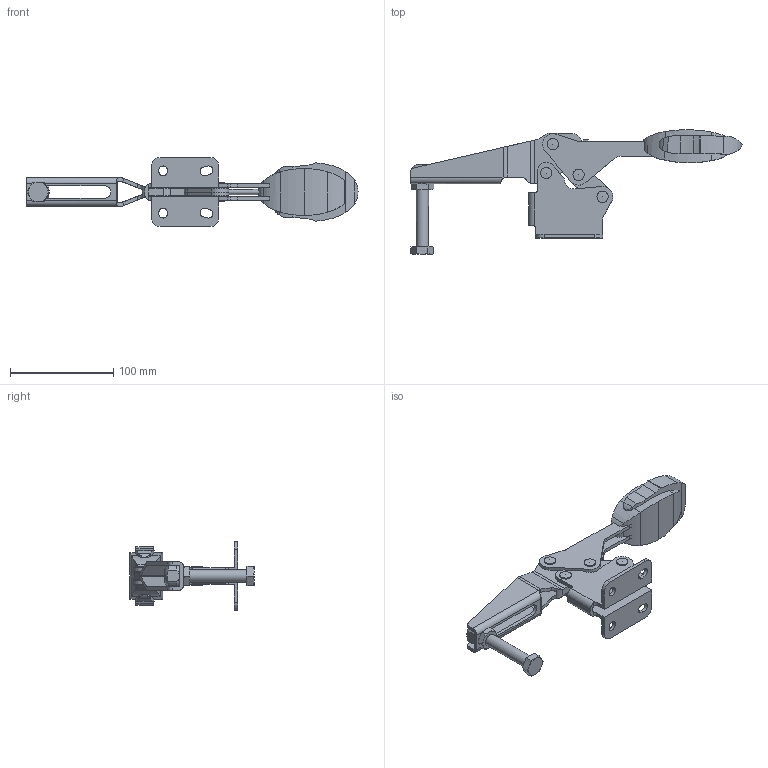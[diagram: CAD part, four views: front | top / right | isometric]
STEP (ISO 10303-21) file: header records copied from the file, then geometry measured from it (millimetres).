
FILE_DESCRIPTION( ( 'STEP AP214' ), '1' );
FILE_NAME( 'K0660.012101 STP.stp', '2020-10-15T07:30:51', ( '' ), ( '' ), ' ', 'PARTsolutions', ' ' );
FILE_SCHEMA( ( 'AUTOMOTIVE_DESIGN { 1 0 10303 214 1 1 1 1 }' ) );
Length unit declared in the file: millimetre
Products named in the file (13): K0660.012101_0; _bbb_fuss_5; _spannarm_bbc_5; _spannhebel_bbd_5; _nieten_AK02012; _griff_sperre_4; _bbo_sicherung_6; _scheibe_drm15; _buchse_m_bund_AK02104; _K0664.12; _M 12_mutter_1; _M 12_70_1; _lasche_bbe_5
Assembly tree (22 placements, depth 2):
  K0660.012101_0
    _bbb_fuss_5
    _spannarm_bbc_5
    _spannhebel_bbd_5
    _nieten_AK02012  x4
    _griff_sperre_4
    _bbo_sicherung_6
    _scheibe_drm15  x4
    _buchse_m_bund_AK02104  x4
    _K0664.12
    _M 12_mutter_1
    _M 12_70_1
    _lasche_bbe_5  x2
Bounding box: 321.99 x 120.65 x 67 mm (x, y, z)
Volume: 229015.6 mm3; surface area: 101761 mm2
Topology: 22 solids, 22 shells, 449 faces, 1113 edges, 716 vertices
Faces by surface type: cylinder 201, plane 190, cone 49, sphere 9
Full cylindrical faces by diameter (mm): 5 x1, 5.2 x1, 5.5 x5, 8 x16, 10.106 x2, 10.2 x4, 10.5 x4, 10.6 x4, 11 x18, 12 x1, 14 x4, 15 x4, 16.6 x1
Entity records: 14642 total; most frequent: CARTESIAN_POINT 2736, DIRECTION 1826, ORIENTED_EDGE 1790, EDGE_CURVE 895, AXIS2_PLACEMENT_3D 675, VERTEX_POINT 609, LINE 476, VECTOR 476
